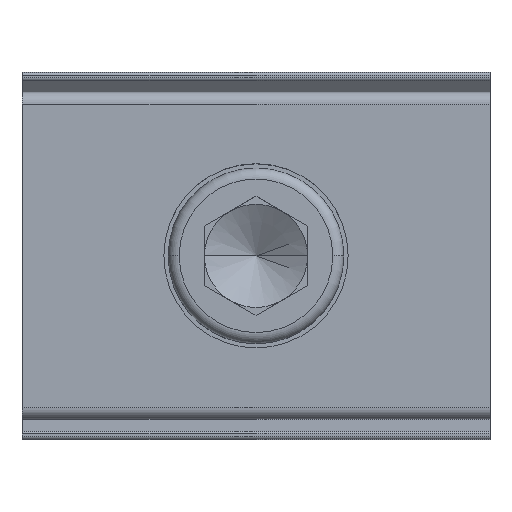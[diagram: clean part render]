
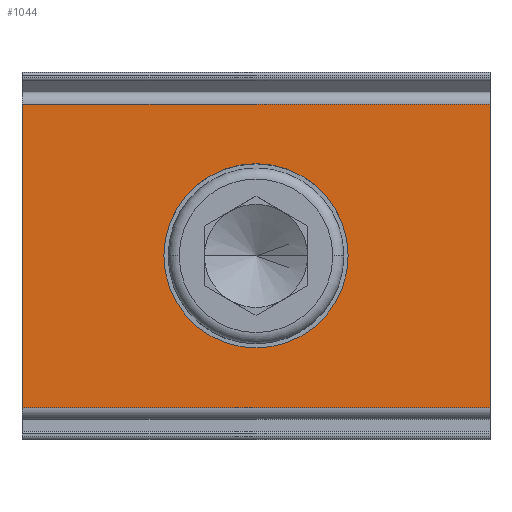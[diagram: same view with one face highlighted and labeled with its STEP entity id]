
A CAD part, top view. The second image highlights one B-rep face of the part: STEP entity #1044.
In plain terms, the highlighted planar face has unit normal (0, 0, 1).
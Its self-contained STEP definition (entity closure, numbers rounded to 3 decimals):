
#46 = VECTOR ( 'NONE', #2389, 1000. ) ;
#55 = CARTESIAN_POINT ( 'NONE',  ( 31.75, -20.594, 31.75 ) ) ;
#72 = LINE ( 'NONE', #965, #1561 ) ;
#92 = VECTOR ( 'NONE', #974, 1000. ) ;
#132 = DIRECTION ( 'NONE',  ( 0., 0., -1. ) ) ;
#155 = DIRECTION ( 'NONE',  ( 1., 0., 0. ) ) ;
#277 = AXIS2_PLACEMENT_3D ( 'NONE', #1273, #2813, #155 ) ;
#336 = LINE ( 'NONE', #2373, #46 ) ;
#340 = EDGE_CURVE ( 'NONE', #500, #708, #1194, .T. ) ;
#405 = EDGE_CURVE ( 'NONE', #2332, #708, #1179, .T. ) ;
#497 = EDGE_CURVE ( 'NONE', #1294, #986, #1071, .T. ) ;
#500 = VERTEX_POINT ( 'NONE', #2627 ) ;
#524 = EDGE_CURVE ( 'NONE', #1370, #500, #336, .T. ) ;
#551 = CIRCLE ( 'NONE', #1159, 12.5 ) ;
#558 = ORIENTED_EDGE ( 'NONE', *, *, #497, .F. ) ;
#572 = CARTESIAN_POINT ( 'NONE',  ( 12.5, 0., 31.75 ) ) ;
#705 = CARTESIAN_POINT ( 'NONE',  ( -12.5, 0., 31.75 ) ) ;
#708 = VERTEX_POINT ( 'NONE', #1315 ) ;
#709 = ORIENTED_EDGE ( 'NONE', *, *, #1190, .F. ) ;
#921 = EDGE_CURVE ( 'NONE', #1370, #2332, #72, .T. ) ;
#927 = ORIENTED_EDGE ( 'NONE', *, *, #921, .F. ) ;
#947 = DIRECTION ( 'NONE',  ( 0., -1., 0. ) ) ;
#965 = CARTESIAN_POINT ( 'NONE',  ( 31.75, -20.594, 31.75 ) ) ;
#974 = DIRECTION ( 'NONE',  ( -1., 0., 0. ) ) ;
#986 = VERTEX_POINT ( 'NONE', #572 ) ;
#1044 = ADVANCED_FACE ( 'NONE', ( #2409, #1279 ), #1742, .F. ) ;
#1071 = CIRCLE ( 'NONE', #277, 12.5 ) ;
#1159 = AXIS2_PLACEMENT_3D ( 'NONE', #2902, #2008, #1582 ) ;
#1179 = LINE ( 'NONE', #55, #92 ) ;
#1190 = EDGE_CURVE ( 'NONE', #986, #1294, #551, .T. ) ;
#1194 = LINE ( 'NONE', #1377, #2598 ) ;
#1273 = CARTESIAN_POINT ( 'NONE',  ( 0., 0., 31.75 ) ) ;
#1279 = FACE_OUTER_BOUND ( 'NONE', #1540, .T. ) ;
#1294 = VERTEX_POINT ( 'NONE', #705 ) ;
#1315 = CARTESIAN_POINT ( 'NONE',  ( -31.75, -20.594, 31.75 ) ) ;
#1318 = ORIENTED_EDGE ( 'NONE', *, *, #405, .F. ) ;
#1370 = VERTEX_POINT ( 'NONE', #2273 ) ;
#1377 = CARTESIAN_POINT ( 'NONE',  ( -31.75, -20.594, 31.75 ) ) ;
#1493 = ORIENTED_EDGE ( 'NONE', *, *, #524, .T. ) ;
#1540 = EDGE_LOOP ( 'NONE', ( #1865, #1318, #927, #1493 ) ) ;
#1560 = EDGE_LOOP ( 'NONE', ( #709, #558 ) ) ;
#1561 = VECTOR ( 'NONE', #2817, 1000. ) ;
#1582 = DIRECTION ( 'NONE',  ( 1., 0., 0. ) ) ;
#1742 = PLANE ( 'NONE',  #2831 ) ;
#1865 = ORIENTED_EDGE ( 'NONE', *, *, #340, .T. ) ;
#1976 = CARTESIAN_POINT ( 'NONE',  ( 31.75, -20.594, 31.75 ) ) ;
#2008 = DIRECTION ( 'NONE',  ( 0., 0., 1. ) ) ;
#2188 = CARTESIAN_POINT ( 'NONE',  ( 31.75, -20.594, 31.75 ) ) ;
#2273 = CARTESIAN_POINT ( 'NONE',  ( 31.75, 20.594, 31.75 ) ) ;
#2332 = VERTEX_POINT ( 'NONE', #2188 ) ;
#2373 = CARTESIAN_POINT ( 'NONE',  ( 31.75, 20.594, 31.75 ) ) ;
#2389 = DIRECTION ( 'NONE',  ( -1., 0., 0. ) ) ;
#2409 = FACE_BOUND ( 'NONE', #1560, .T. ) ;
#2598 = VECTOR ( 'NONE', #947, 1000. ) ;
#2624 = DIRECTION ( 'NONE',  ( -1., 0., 0. ) ) ;
#2627 = CARTESIAN_POINT ( 'NONE',  ( -31.75, 20.594, 31.75 ) ) ;
#2813 = DIRECTION ( 'NONE',  ( 0., 0., 1. ) ) ;
#2817 = DIRECTION ( 'NONE',  ( 0., -1., 0. ) ) ;
#2831 = AXIS2_PLACEMENT_3D ( 'NONE', #1976, #132, #2624 ) ;
#2902 = CARTESIAN_POINT ( 'NONE',  ( 0., 0., 31.75 ) ) ;
